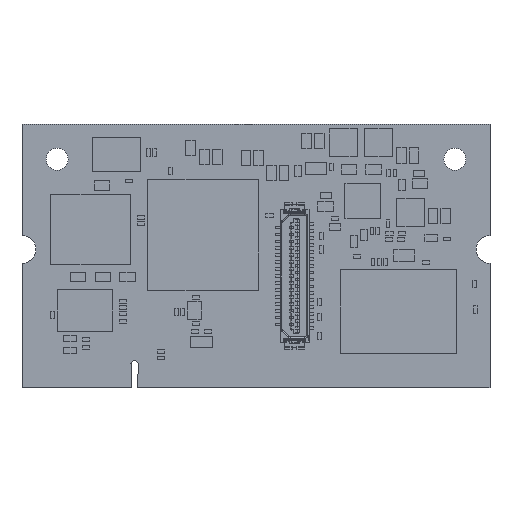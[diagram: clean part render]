
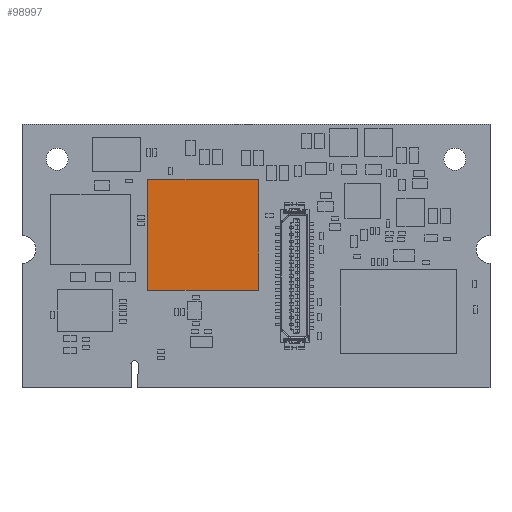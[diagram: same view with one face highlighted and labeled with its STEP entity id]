
A CAD part, top view. The second image highlights one B-rep face of the part: STEP entity #98997.
In plain terms, the highlighted planar face has unit normal (0, 0, 1).
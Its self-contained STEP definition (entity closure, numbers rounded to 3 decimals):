
#98683 = VERTEX_POINT('',#98684);
#98684 = CARTESIAN_POINT('',(-8.,-8.,1.05)
  );
#98691 = PLANE('',#98692);
#98692 = AXIS2_PLACEMENT_3D('',#98693,#98694,#98695);
#98693 = CARTESIAN_POINT('',(-8.,-8.,0.));
#98694 = DIRECTION('',(-1.,0.,0.));
#98695 = DIRECTION('',(0.,1.,0.));
#98703 = PLANE('',#98704);
#98704 = AXIS2_PLACEMENT_3D('',#98705,#98706,#98707);
#98705 = CARTESIAN_POINT('',(8.,-8.,0.));
#98706 = DIRECTION('',(0.,-1.,0.));
#98707 = DIRECTION('',(-1.,0.,0.));
#98715 = EDGE_CURVE('',#98683,#98716,#98718,.T.);
#98716 = VERTEX_POINT('',#98717);
#98717 = CARTESIAN_POINT('',(-8.,8.,1.05)
  );
#98718 = SURFACE_CURVE('',#98719,(#98723,#98730),.PCURVE_S1.);
#98719 = LINE('',#98720,#98721);
#98720 = CARTESIAN_POINT('',(-8.,-8.,1.05)
  );
#98721 = VECTOR('',#98722,1.);
#98722 = DIRECTION('',(0.,1.,0.));
#98723 = PCURVE('',#98691,#98724);
#98724 = DEFINITIONAL_REPRESENTATION('',(#98725),#98729);
#98725 = LINE('',#98726,#98727);
#98726 = CARTESIAN_POINT('',(0.,-1.05));
#98727 = VECTOR('',#98728,1.);
#98728 = DIRECTION('',(1.,0.));
#98729 = ( GEOMETRIC_REPRESENTATION_CONTEXT(2) 
PARAMETRIC_REPRESENTATION_CONTEXT() REPRESENTATION_CONTEXT('2D SPACE',''
  ) );
#98730 = PCURVE('',#98731,#98736);
#98731 = PLANE('',#98732);
#98732 = AXIS2_PLACEMENT_3D('',#98733,#98734,#98735);
#98733 = CARTESIAN_POINT('',(-8.,-8.,1.05)
  );
#98734 = DIRECTION('',(0.,0.,1.));
#98735 = DIRECTION('',(1.,0.,0.));
#98736 = DEFINITIONAL_REPRESENTATION('',(#98737),#98741);
#98737 = LINE('',#98738,#98739);
#98738 = CARTESIAN_POINT('',(0.,0.));
#98739 = VECTOR('',#98740,1.);
#98740 = DIRECTION('',(0.,1.));
#98741 = ( GEOMETRIC_REPRESENTATION_CONTEXT(2) 
PARAMETRIC_REPRESENTATION_CONTEXT() REPRESENTATION_CONTEXT('2D SPACE',''
  ) );
#98759 = PLANE('',#98760);
#98760 = AXIS2_PLACEMENT_3D('',#98761,#98762,#98763);
#98761 = CARTESIAN_POINT('',(-8.,8.,0.));
#98762 = DIRECTION('',(0.,1.,0.));
#98763 = DIRECTION('',(1.,0.,0.));
#98801 = EDGE_CURVE('',#98716,#98802,#98804,.T.);
#98802 = VERTEX_POINT('',#98803);
#98803 = CARTESIAN_POINT('',(8.,8.,1.05));
#98804 = SURFACE_CURVE('',#98805,(#98809,#98816),.PCURVE_S1.);
#98805 = LINE('',#98806,#98807);
#98806 = CARTESIAN_POINT('',(-8.,8.,1.05)
  );
#98807 = VECTOR('',#98808,1.);
#98808 = DIRECTION('',(1.,0.,0.));
#98809 = PCURVE('',#98759,#98810);
#98810 = DEFINITIONAL_REPRESENTATION('',(#98811),#98815);
#98811 = LINE('',#98812,#98813);
#98812 = CARTESIAN_POINT('',(0.,-1.05));
#98813 = VECTOR('',#98814,1.);
#98814 = DIRECTION('',(1.,0.));
#98815 = ( GEOMETRIC_REPRESENTATION_CONTEXT(2) 
PARAMETRIC_REPRESENTATION_CONTEXT() REPRESENTATION_CONTEXT('2D SPACE',''
  ) );
#98816 = PCURVE('',#98731,#98817);
#98817 = DEFINITIONAL_REPRESENTATION('',(#98818),#98822);
#98818 = LINE('',#98819,#98820);
#98819 = CARTESIAN_POINT('',(0.,16.));
#98820 = VECTOR('',#98821,1.);
#98821 = DIRECTION('',(1.,0.));
#98822 = ( GEOMETRIC_REPRESENTATION_CONTEXT(2) 
PARAMETRIC_REPRESENTATION_CONTEXT() REPRESENTATION_CONTEXT('2D SPACE',''
  ) );
#98840 = PLANE('',#98841);
#98841 = AXIS2_PLACEMENT_3D('',#98842,#98843,#98844);
#98842 = CARTESIAN_POINT('',(8.,8.,0.));
#98843 = DIRECTION('',(1.,0.,0.));
#98844 = DIRECTION('',(0.,-1.,0.));
#98877 = EDGE_CURVE('',#98802,#98878,#98880,.T.);
#98878 = VERTEX_POINT('',#98879);
#98879 = CARTESIAN_POINT('',(8.,-8.,1.05)
  );
#98880 = SURFACE_CURVE('',#98881,(#98885,#98892),.PCURVE_S1.);
#98881 = LINE('',#98882,#98883);
#98882 = CARTESIAN_POINT('',(8.,8.,1.05));
#98883 = VECTOR('',#98884,1.);
#98884 = DIRECTION('',(0.,-1.,0.));
#98885 = PCURVE('',#98840,#98886);
#98886 = DEFINITIONAL_REPRESENTATION('',(#98887),#98891);
#98887 = LINE('',#98888,#98889);
#98888 = CARTESIAN_POINT('',(0.,-1.05));
#98889 = VECTOR('',#98890,1.);
#98890 = DIRECTION('',(1.,0.));
#98891 = ( GEOMETRIC_REPRESENTATION_CONTEXT(2) 
PARAMETRIC_REPRESENTATION_CONTEXT() REPRESENTATION_CONTEXT('2D SPACE',''
  ) );
#98892 = PCURVE('',#98731,#98893);
#98893 = DEFINITIONAL_REPRESENTATION('',(#98894),#98898);
#98894 = LINE('',#98895,#98896);
#98895 = CARTESIAN_POINT('',(16.,16.));
#98896 = VECTOR('',#98897,1.);
#98897 = DIRECTION('',(0.,-1.));
#98898 = ( GEOMETRIC_REPRESENTATION_CONTEXT(2) 
PARAMETRIC_REPRESENTATION_CONTEXT() REPRESENTATION_CONTEXT('2D SPACE',''
  ) );
#98948 = EDGE_CURVE('',#98878,#98683,#98949,.T.);
#98949 = SURFACE_CURVE('',#98950,(#98954,#98961),.PCURVE_S1.);
#98950 = LINE('',#98951,#98952);
#98951 = CARTESIAN_POINT('',(8.,-8.,1.05)
  );
#98952 = VECTOR('',#98953,1.);
#98953 = DIRECTION('',(-1.,0.,0.));
#98954 = PCURVE('',#98703,#98955);
#98955 = DEFINITIONAL_REPRESENTATION('',(#98956),#98960);
#98956 = LINE('',#98957,#98958);
#98957 = CARTESIAN_POINT('',(0.,-1.05));
#98958 = VECTOR('',#98959,1.);
#98959 = DIRECTION('',(1.,0.));
#98960 = ( GEOMETRIC_REPRESENTATION_CONTEXT(2) 
PARAMETRIC_REPRESENTATION_CONTEXT() REPRESENTATION_CONTEXT('2D SPACE',''
  ) );
#98961 = PCURVE('',#98731,#98962);
#98962 = DEFINITIONAL_REPRESENTATION('',(#98963),#98967);
#98963 = LINE('',#98964,#98965);
#98964 = CARTESIAN_POINT('',(16.,0.));
#98965 = VECTOR('',#98966,1.);
#98966 = DIRECTION('',(-1.,0.));
#98967 = ( GEOMETRIC_REPRESENTATION_CONTEXT(2) 
PARAMETRIC_REPRESENTATION_CONTEXT() REPRESENTATION_CONTEXT('2D SPACE',''
  ) );
#98997 = ADVANCED_FACE('',(#98998),#98731,.T.);
#98998 = FACE_BOUND('',#98999,.F.);
#98999 = EDGE_LOOP('',(#99000,#99001,#99002,#99003));
#99000 = ORIENTED_EDGE('',*,*,#98715,.T.);
#99001 = ORIENTED_EDGE('',*,*,#98801,.T.);
#99002 = ORIENTED_EDGE('',*,*,#98877,.T.);
#99003 = ORIENTED_EDGE('',*,*,#98948,.T.);
